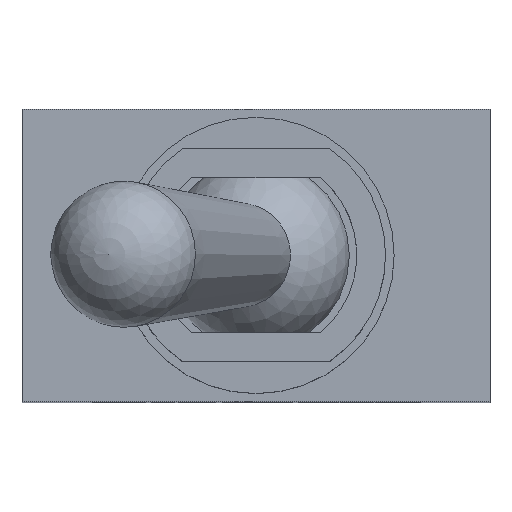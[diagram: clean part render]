
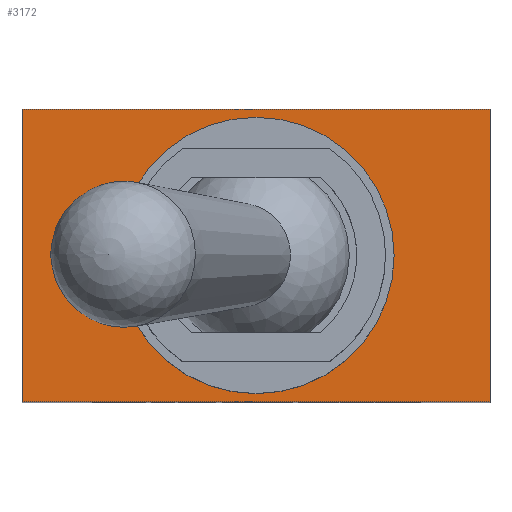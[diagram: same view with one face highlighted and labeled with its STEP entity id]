
A CAD part, top view. The second image highlights one B-rep face of the part: STEP entity #3172.
In plain terms, the highlighted planar face has unit normal (0, 0, 1).
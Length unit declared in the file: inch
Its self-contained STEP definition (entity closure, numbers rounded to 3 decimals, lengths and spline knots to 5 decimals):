
#198=FACE_BOUND('',#570,.T.);
#211=CIRCLE('',#3217,0.09449);
#387=FACE_OUTER_BOUND('',#569,.T.);
#569=EDGE_LOOP('',(#2895,#2896,#2897,#2898));
#570=EDGE_LOOP('',(#2899));
#883=LINE('',#5726,#1209);
#893=LINE('',#5745,#1219);
#895=LINE('',#5749,#1221);
#896=LINE('',#5751,#1222);
#1209=VECTOR('',#3950,0.3937);
#1219=VECTOR('',#3970,0.3937);
#1221=VECTOR('',#3974,0.3937);
#1222=VECTOR('',#3977,0.3937);
#1243=VERTEX_POINT('',#4041);
#1522=VERTEX_POINT('',#5723);
#1523=VERTEX_POINT('',#5725);
#1527=VERTEX_POINT('',#5743);
#1528=VERTEX_POINT('',#5747);
#1558=EDGE_CURVE('',#1243,#1243,#211,.T.);
#1972=EDGE_CURVE('',#1522,#1523,#883,.T.);
#1982=EDGE_CURVE('',#1527,#1522,#893,.T.);
#1984=EDGE_CURVE('',#1528,#1527,#895,.T.);
#1985=EDGE_CURVE('',#1523,#1528,#896,.T.);
#2895=ORIENTED_EDGE('',*,*,#1984,.F.);
#2896=ORIENTED_EDGE('',*,*,#1985,.F.);
#2897=ORIENTED_EDGE('',*,*,#1972,.F.);
#2898=ORIENTED_EDGE('',*,*,#1982,.F.);
#2899=ORIENTED_EDGE('',*,*,#1558,.T.);
#3006=PLANE('',#3345);
#3172=ADVANCED_FACE('',(#387,#198),#3006,.T.);
#3217=AXIS2_PLACEMENT_3D('',#4043,#3413,#3414);
#3345=AXIS2_PLACEMENT_3D('',#5752,#3978,#3979);
#3413=DIRECTION('center_axis',(0.,0.,-1.));
#3414=DIRECTION('ref_axis',(-1.,0.,0.));
#3950=DIRECTION('',(0.,1.,0.));
#3970=DIRECTION('',(-1.,0.,0.));
#3974=DIRECTION('',(0.,-1.,0.));
#3977=DIRECTION('',(1.,0.,0.));
#3978=DIRECTION('center_axis',(0.,0.,1.));
#3979=DIRECTION('ref_axis',(1.,0.,0.));
#4041=CARTESIAN_POINT('',(0.09449,0.,0.35));
#4043=CARTESIAN_POINT('Origin',(0.,0.,0.35));
#5723=CARTESIAN_POINT('',(-0.16004,-0.1,0.35));
#5725=CARTESIAN_POINT('',(-0.16004,0.1,0.35));
#5726=CARTESIAN_POINT('',(-0.16004,-0.1,0.35));
#5743=CARTESIAN_POINT('',(0.16004,-0.1,0.35));
#5745=CARTESIAN_POINT('',(0.16004,-0.1,0.35));
#5747=CARTESIAN_POINT('',(0.16004,0.1,0.35));
#5749=CARTESIAN_POINT('',(0.16004,0.1,0.35));
#5751=CARTESIAN_POINT('',(-0.16004,0.1,0.35));
#5752=CARTESIAN_POINT('Origin',(0.,0.,
0.35));
